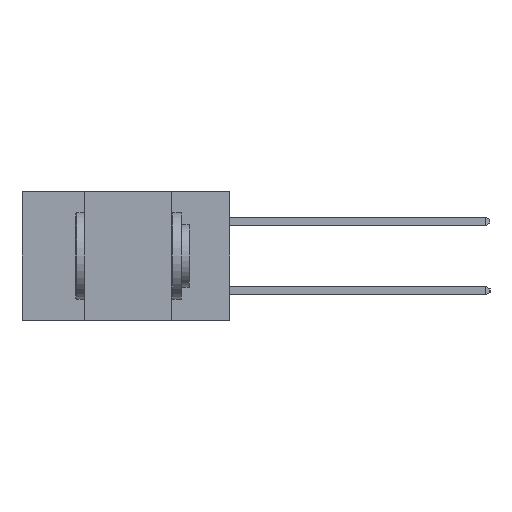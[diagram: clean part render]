
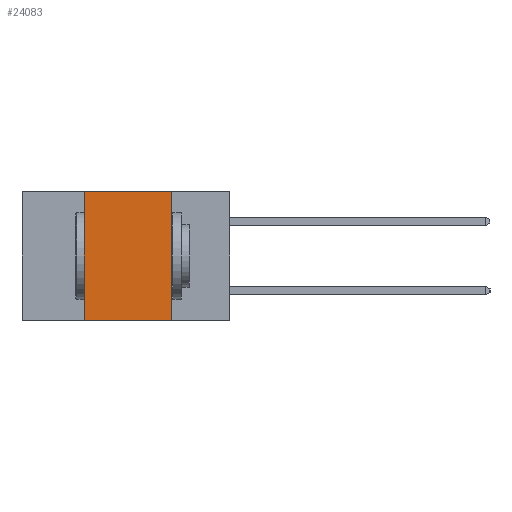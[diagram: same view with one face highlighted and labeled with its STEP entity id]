
A CAD part, left-side view. The second image highlights one B-rep face of the part: STEP entity #24083.
In plain terms, the highlighted planar face has unit normal (-1, 0, 0).
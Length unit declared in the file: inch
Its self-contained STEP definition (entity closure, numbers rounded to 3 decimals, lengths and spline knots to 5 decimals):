
#136 = ORIENTED_EDGE ( 'NONE', *, *, #12900, .F. ) ;
#163 = CARTESIAN_POINT ( 'NONE',  ( 0., 0.17, -0.37 ) ) ;
#314 = VERTEX_POINT ( 'NONE', #11253 ) ;
#1011 = FACE_OUTER_BOUND ( 'NONE', #6839, .T. ) ;
#2741 = DIRECTION ( 'NONE',  ( 0., 0., 1. ) ) ;
#3780 = VERTEX_POINT ( 'NONE', #12813 ) ;
#4208 = VECTOR ( 'NONE', #6049, 39.37008 ) ;
#5524 = ORIENTED_EDGE ( 'NONE', *, *, #23931, .F. ) ;
#6049 = DIRECTION ( 'NONE',  ( 0., -1., 0. ) ) ;
#6095 = VECTOR ( 'NONE', #6663, 39.37008 ) ;
#6184 = ORIENTED_EDGE ( 'NONE', *, *, #13057, .F. ) ;
#6597 = DIRECTION ( 'NONE',  ( 0., 0., -1. ) ) ;
#6663 = DIRECTION ( 'NONE',  ( 0., -1., 0. ) ) ;
#6839 = EDGE_LOOP ( 'NONE', ( #136, #5524, #6184, #11591 ) ) ;
#8121 = LINE ( 'NONE', #24586, #18099 ) ;
#10654 = VERTEX_POINT ( 'NONE', #15988 ) ;
#10756 = CARTESIAN_POINT ( 'NONE',  ( 0., 0.6, -0.37 ) ) ;
#11253 = CARTESIAN_POINT ( 'NONE',  ( 0., 0.42, 0. ) ) ;
#11295 = VECTOR ( 'NONE', #20378, 39.37008 ) ;
#11591 = ORIENTED_EDGE ( 'NONE', *, *, #22795, .T. ) ;
#12200 = CARTESIAN_POINT ( 'NONE',  ( 0., 0.17, -0.37 ) ) ;
#12813 = CARTESIAN_POINT ( 'NONE',  ( 0., 0.17, 0. ) ) ;
#12900 = EDGE_CURVE ( 'NONE', #3780, #14199, #17183, .T. ) ;
#13057 = EDGE_CURVE ( 'NONE', #10654, #314, #8121, .T. ) ;
#14199 = VERTEX_POINT ( 'NONE', #12200 ) ;
#14599 = PLANE ( 'NONE',  #17167 ) ;
#14951 = LINE ( 'NONE', #19874, #4208 ) ;
#15988 = CARTESIAN_POINT ( 'NONE',  ( 0., 0.42, -0.37 ) ) ;
#16604 = CARTESIAN_POINT ( 'NONE',  ( 0., 0.6, 0. ) ) ;
#17167 = AXIS2_PLACEMENT_3D ( 'NONE', #16604, #18584, #6597 ) ;
#17183 = LINE ( 'NONE', #163, #11295 ) ;
#18099 = VECTOR ( 'NONE', #2741, 39.37008 ) ;
#18584 = DIRECTION ( 'NONE',  ( 1., 0., 0. ) ) ;
#19874 = CARTESIAN_POINT ( 'NONE',  ( 0., 0.6, 0. ) ) ;
#20378 = DIRECTION ( 'NONE',  ( 0., 0., -1. ) ) ;
#21419 = LINE ( 'NONE', #10756, #6095 ) ;
#22795 = EDGE_CURVE ( 'NONE', #10654, #14199, #21419, .T. ) ;
#23931 = EDGE_CURVE ( 'NONE', #314, #3780, #14951, .T. ) ;
#24083 = ADVANCED_FACE ( 'NONE', ( #1011 ), #14599, .F. ) ;
#24586 = CARTESIAN_POINT ( 'NONE',  ( 0., 0.42, -0.37 ) ) ;
